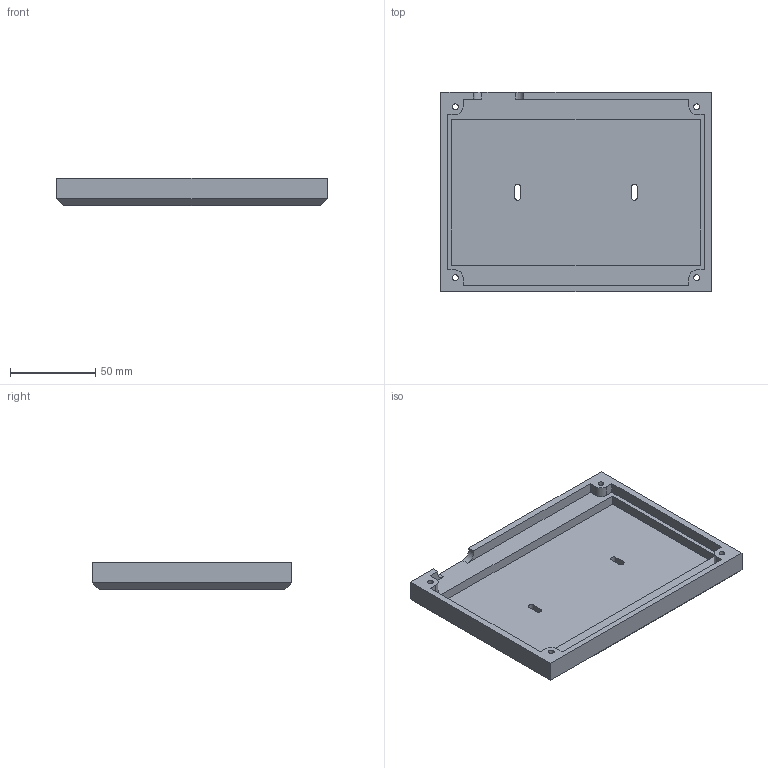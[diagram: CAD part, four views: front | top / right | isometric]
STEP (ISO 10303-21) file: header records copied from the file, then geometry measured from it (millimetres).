
FILE_DESCRIPTION(/* description */ (''),/* implementation_level */ '2;1');
FILE_NAME(/* name */ 'actuator-board-bottom.step',/* time_stamp */ '2023-12-28T17:20:37+09:00',/* author */ (''),/* organization */ (''),/* preprocessor_version */ 'ST-DEVELOPER v20',/* originating_system */ 'Autodesk Translation Framework v12.14.0.127',/* authorisation */ '');
FILE_SCHEMA (('AUTOMOTIVE_DESIGN { 1 0 10303 214 3 1 1 }'));
Length unit declared in the file: millimetre
Products named in the file (1): actuator-board
Bounding box: 158.7 x 117 x 16.15 mm (x, y, z)
Volume: 118249.8 mm3; surface area: 51320.4 mm2
Topology: 1 solids, 1 shells, 57 faces, 146 edges, 96 vertices
Faces by surface type: plane 39, cylinder 18
Full cylindrical faces by diameter (mm): 3.4 x4, 5.6 x4
Entity records: 1795 total; most frequent: CARTESIAN_POINT 300, DIRECTION 298, ORIENTED_EDGE 292, EDGE_CURVE 146, LINE 110, VECTOR 110, VERTEX_POINT 96, AXIS2_PLACEMENT_3D 94
